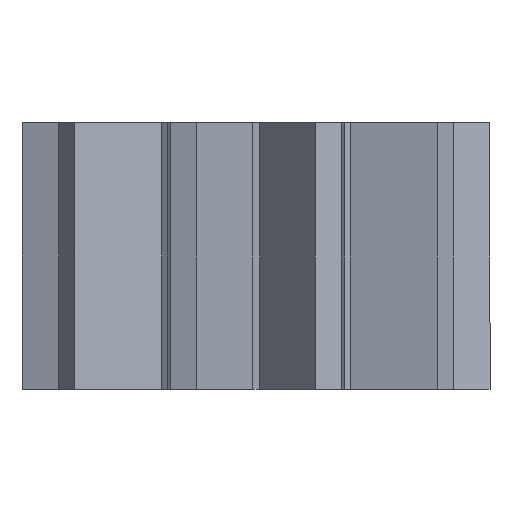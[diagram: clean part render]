
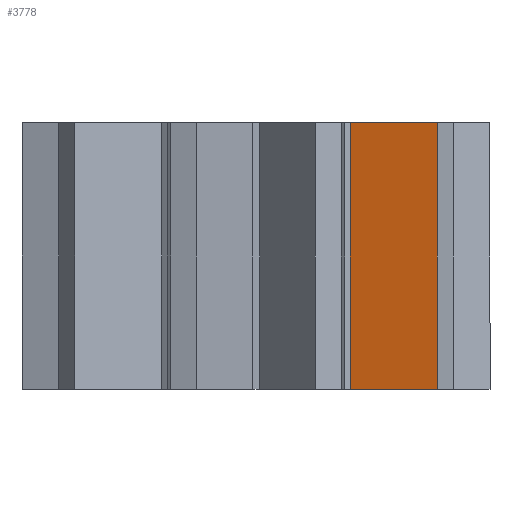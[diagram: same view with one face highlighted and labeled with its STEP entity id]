
A CAD part, left-side view. The second image highlights one B-rep face of the part: STEP entity #3778.
In plain terms, the highlighted face is planar.
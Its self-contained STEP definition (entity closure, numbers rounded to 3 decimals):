
#326 = VERTEX_POINT('',#327);
#327 = CARTESIAN_POINT('',(-2.782,0.,
    2.123));
#342 = PLANE('',#343);
#343 = AXIS2_PLACEMENT_3D('',#344,#345,#346);
#344 = CARTESIAN_POINT('',(-2.429,0.,3.343));
#345 = DIRECTION('',(0.,-1.,0.));
#346 = DIRECTION('',(-0.588,0.,0.809)
  );
#371 = CYLINDRICAL_SURFACE('',#372,3.5);
#372 = AXIS2_PLACEMENT_3D('',#373,#374,#375);
#373 = CARTESIAN_POINT('',(0.,6.,0.));
#374 = DIRECTION('',(0.,-1.,0.));
#375 = DIRECTION('',(1.,0.,0.));
#1080 = VERTEX_POINT('',#1081);
#1081 = CARTESIAN_POINT('',(-2.782,6.,2.123));
#1120 = PLANE('',#1121);
#1121 = AXIS2_PLACEMENT_3D('',#1122,#1123,#1124);
#1122 = CARTESIAN_POINT('',(-2.429,6.,3.343));
#1123 = DIRECTION('',(0.,-1.,0.));
#1124 = DIRECTION('',(-0.588,0.,0.809)
  );
#2202 = VERTEX_POINT('',#2203);
#2203 = CARTESIAN_POINT('',(-3.341,0.,
    4.074));
#2217 = PLANE('',#2218);
#2218 = AXIS2_PLACEMENT_3D('',#2219,#2220,#2221);
#2219 = CARTESIAN_POINT('',(-2.842,6.,4.437));
#2220 = DIRECTION('',(0.588,0.,-0.809
    ));
#2221 = DIRECTION('',(-0.809,0.,
    -0.588));
#2229 = EDGE_CURVE('',#2202,#326,#2230,.T.);
#2230 = SURFACE_CURVE('',#2231,(#2235,#2242),.PCURVE_S1.);
#2231 = LINE('',#2232,#2233);
#2232 = CARTESIAN_POINT('',(-3.341,0.,
    4.074));
#2233 = VECTOR('',#2234,1.);
#2234 = DIRECTION('',(0.276,0.,-0.961
    ));
#2235 = PCURVE('',#342,#2236);
#2236 = DEFINITIONAL_REPRESENTATION('',(#2237),#2241);
#2237 = LINE('',#2238,#2239);
#2238 = CARTESIAN_POINT('',(1.128,0.309));
#2239 = VECTOR('',#2240,1.);
#2240 = DIRECTION('',(-0.94,0.342));
#2241 = ( GEOMETRIC_REPRESENTATION_CONTEXT(2) 
PARAMETRIC_REPRESENTATION_CONTEXT() REPRESENTATION_CONTEXT('2D SPACE',''
  ) );
#2242 = PCURVE('',#2243,#2248);
#2243 = PLANE('',#2244);
#2244 = AXIS2_PLACEMENT_3D('',#2245,#2246,#2247);
#2245 = CARTESIAN_POINT('',(-3.341,6.,4.074));
#2246 = DIRECTION('',(0.961,0.,0.276)
  );
#2247 = DIRECTION('',(0.276,0.,-0.961
    ));
#2248 = DEFINITIONAL_REPRESENTATION('',(#2249),#2253);
#2249 = LINE('',#2250,#2251);
#2250 = CARTESIAN_POINT('',(0.,-6.));
#2251 = VECTOR('',#2252,1.);
#2252 = DIRECTION('',(1.,0.));
#2253 = ( GEOMETRIC_REPRESENTATION_CONTEXT(2) 
PARAMETRIC_REPRESENTATION_CONTEXT() REPRESENTATION_CONTEXT('2D SPACE',''
  ) );
#2339 = EDGE_CURVE('',#1080,#326,#2340,.T.);
#2340 = SURFACE_CURVE('',#2341,(#2345,#2352),.PCURVE_S1.);
#2341 = LINE('',#2342,#2343);
#2342 = CARTESIAN_POINT('',(-2.782,6.,2.123));
#2343 = VECTOR('',#2344,1.);
#2344 = DIRECTION('',(0.,-1.,0.));
#2345 = PCURVE('',#371,#2346);
#2346 = DEFINITIONAL_REPRESENTATION('',(#2347),#2351);
#2347 = LINE('',#2348,#2349);
#2348 = CARTESIAN_POINT('',(2.49,0.));
#2349 = VECTOR('',#2350,1.);
#2350 = DIRECTION('',(0.,1.));
#2351 = ( GEOMETRIC_REPRESENTATION_CONTEXT(2) 
PARAMETRIC_REPRESENTATION_CONTEXT() REPRESENTATION_CONTEXT('2D SPACE',''
  ) );
#2352 = PCURVE('',#2243,#2353);
#2353 = DEFINITIONAL_REPRESENTATION('',(#2354),#2358);
#2354 = LINE('',#2355,#2356);
#2355 = CARTESIAN_POINT('',(2.029,0.));
#2356 = VECTOR('',#2357,1.);
#2357 = DIRECTION('',(0.,-1.));
#2358 = ( GEOMETRIC_REPRESENTATION_CONTEXT(2) 
PARAMETRIC_REPRESENTATION_CONTEXT() REPRESENTATION_CONTEXT('2D SPACE',''
  ) );
#3103 = VERTEX_POINT('',#3104);
#3104 = CARTESIAN_POINT('',(-3.341,6.,4.074));
#3125 = EDGE_CURVE('',#3103,#1080,#3126,.T.);
#3126 = SURFACE_CURVE('',#3127,(#3131,#3138),.PCURVE_S1.);
#3127 = LINE('',#3128,#3129);
#3128 = CARTESIAN_POINT('',(-3.341,6.,4.074));
#3129 = VECTOR('',#3130,1.);
#3130 = DIRECTION('',(0.276,0.,-0.961
    ));
#3131 = PCURVE('',#1120,#3132);
#3132 = DEFINITIONAL_REPRESENTATION('',(#3133),#3137);
#3133 = LINE('',#3134,#3135);
#3134 = CARTESIAN_POINT('',(1.128,0.309));
#3135 = VECTOR('',#3136,1.);
#3136 = DIRECTION('',(-0.94,0.342));
#3137 = ( GEOMETRIC_REPRESENTATION_CONTEXT(2) 
PARAMETRIC_REPRESENTATION_CONTEXT() REPRESENTATION_CONTEXT('2D SPACE',''
  ) );
#3138 = PCURVE('',#2243,#3139);
#3139 = DEFINITIONAL_REPRESENTATION('',(#3140),#3144);
#3140 = LINE('',#3141,#3142);
#3141 = CARTESIAN_POINT('',(-0.,0.));
#3142 = VECTOR('',#3143,1.);
#3143 = DIRECTION('',(1.,0.));
#3144 = ( GEOMETRIC_REPRESENTATION_CONTEXT(2) 
PARAMETRIC_REPRESENTATION_CONTEXT() REPRESENTATION_CONTEXT('2D SPACE',''
  ) );
#3778 = ADVANCED_FACE('',(#3779),#2243,.F.);
#3779 = FACE_BOUND('',#3780,.F.);
#3780 = EDGE_LOOP('',(#3781,#3802,#3803,#3804));
#3781 = ORIENTED_EDGE('',*,*,#3782,.T.);
#3782 = EDGE_CURVE('',#3103,#2202,#3783,.T.);
#3783 = SURFACE_CURVE('',#3784,(#3788,#3795),.PCURVE_S1.);
#3784 = LINE('',#3785,#3786);
#3785 = CARTESIAN_POINT('',(-3.341,6.,4.074));
#3786 = VECTOR('',#3787,1.);
#3787 = DIRECTION('',(0.,-1.,0.));
#3788 = PCURVE('',#2243,#3789);
#3789 = DEFINITIONAL_REPRESENTATION('',(#3790),#3794);
#3790 = LINE('',#3791,#3792);
#3791 = CARTESIAN_POINT('',(0.,0.));
#3792 = VECTOR('',#3793,1.);
#3793 = DIRECTION('',(0.,-1.));
#3794 = ( GEOMETRIC_REPRESENTATION_CONTEXT(2) 
PARAMETRIC_REPRESENTATION_CONTEXT() REPRESENTATION_CONTEXT('2D SPACE',''
  ) );
#3795 = PCURVE('',#2217,#3796);
#3796 = DEFINITIONAL_REPRESENTATION('',(#3797),#3801);
#3797 = LINE('',#3798,#3799);
#3798 = CARTESIAN_POINT('',(0.618,0.));
#3799 = VECTOR('',#3800,1.);
#3800 = DIRECTION('',(0.,-1.));
#3801 = ( GEOMETRIC_REPRESENTATION_CONTEXT(2) 
PARAMETRIC_REPRESENTATION_CONTEXT() REPRESENTATION_CONTEXT('2D SPACE',''
  ) );
#3802 = ORIENTED_EDGE('',*,*,#2229,.T.);
#3803 = ORIENTED_EDGE('',*,*,#2339,.F.);
#3804 = ORIENTED_EDGE('',*,*,#3125,.F.);
